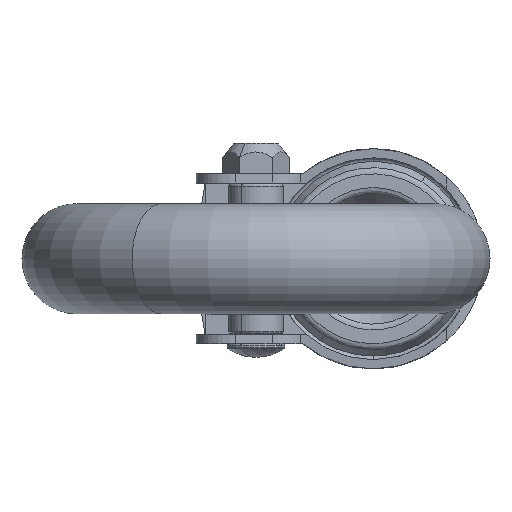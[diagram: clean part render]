
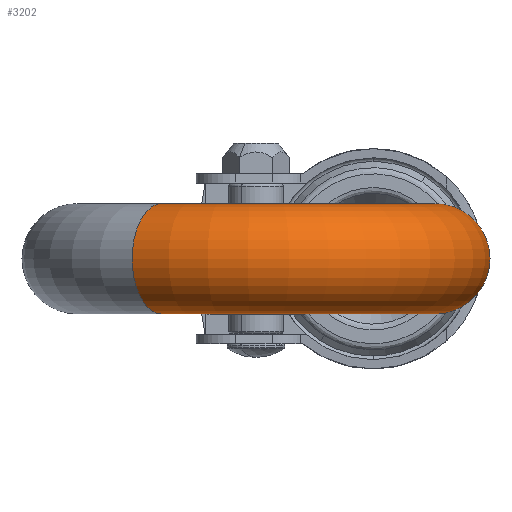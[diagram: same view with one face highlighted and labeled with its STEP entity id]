
A CAD part, front view. The second image highlights one B-rep face of the part: STEP entity #3202.
In plain terms, the highlighted toroidal (fillet/blend) face has major radius 39 mm and minor radius 12 mm.
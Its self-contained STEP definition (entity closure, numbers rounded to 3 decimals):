
#448 = FACE_OUTER_BOUND ( 'NONE', #10630, .T. ) ;
#745 = VERTEX_POINT ( 'NONE', #15722 ) ;
#1095 = AXIS2_PLACEMENT_3D ( 'NONE', #10339, #2832, #11568 ) ;
#1384 = EDGE_CURVE ( 'NONE', #7148, #745, #6366, .T. ) ;
#1498 = EDGE_CURVE ( 'NONE', #745, #14382, #1850, .T. ) ;
#1818 = CARTESIAN_POINT ( 'NONE',  ( -12., 0., 0. ) ) ;
#1850 = CIRCLE ( 'NONE', #7833, 39. ) ;
#2203 = ORIENTED_EDGE ( 'NONE', *, *, #12140, .T. ) ;
#2832 = DIRECTION ( 'NONE',  ( 0., -1., 0. ) ) ;
#3106 = DIRECTION ( 'NONE',  ( 0., 0., 1. ) ) ;
#3157 = ORIENTED_EDGE ( 'NONE', *, *, #1498, .F. ) ;
#3202 = ADVANCED_FACE ( 'NONE', ( #448 ), #13386, .T. ) ;
#4121 = CARTESIAN_POINT ( 'NONE',  ( 12., 0., -39. ) ) ;
#4131 = CARTESIAN_POINT ( 'NONE',  ( 0., 0., -39. ) ) ;
#5044 = AXIS2_PLACEMENT_3D ( 'NONE', #12649, #5135, #7655 ) ;
#5135 = DIRECTION ( 'NONE',  ( -1., 0., 0. ) ) ;
#5329 = AXIS2_PLACEMENT_3D ( 'NONE', #5635, #14425, #6896 ) ;
#5373 = DIRECTION ( 'NONE',  ( 0., 0., 1. ) ) ;
#5635 = CARTESIAN_POINT ( 'NONE',  ( 12., 0., 0. ) ) ;
#6366 = CIRCLE ( 'NONE', #1095, 12. ) ;
#6598 = ORIENTED_EDGE ( 'NONE', *, *, #11381, .T. ) ;
#6896 = DIRECTION ( 'NONE',  ( 0., 0., 1. ) ) ;
#7148 = VERTEX_POINT ( 'NONE', #7151 ) ;
#7151 = CARTESIAN_POINT ( 'NONE',  ( 12., 0., 39. ) ) ;
#7377 = ORIENTED_EDGE ( 'NONE', *, *, #1384, .F. ) ;
#7394 = CIRCLE ( 'NONE', #8579, 12. ) ;
#7655 = DIRECTION ( 'NONE',  ( 0., 0., 1. ) ) ;
#7833 = AXIS2_PLACEMENT_3D ( 'NONE', #1818, #10609, #3106 ) ;
#8579 = AXIS2_PLACEMENT_3D ( 'NONE', #4131, #12890, #5373 ) ;
#10339 = CARTESIAN_POINT ( 'NONE',  ( 0., 0., 39. ) ) ;
#10609 = DIRECTION ( 'NONE',  ( -1., 0., 0. ) ) ;
#10630 = EDGE_LOOP ( 'NONE', ( #6598, #2203, #3157, #7377 ) ) ;
#10930 = CIRCLE ( 'NONE', #5329, 39. ) ;
#11297 = VERTEX_POINT ( 'NONE', #4121 ) ;
#11381 = EDGE_CURVE ( 'NONE', #7148, #11297, #10930, .T. ) ;
#11568 = DIRECTION ( 'NONE',  ( 0., 0., -1. ) ) ;
#12140 = EDGE_CURVE ( 'NONE', #11297, #14382, #7394, .T. ) ;
#12649 = CARTESIAN_POINT ( 'NONE',  ( 0., 0., 0. ) ) ;
#12890 = DIRECTION ( 'NONE',  ( 0., 1., 0. ) ) ;
#13386 = TOROIDAL_SURFACE ( 'NONE', #5044, 39., 12. ) ;
#13618 = CARTESIAN_POINT ( 'NONE',  ( -12., 0., -39. ) ) ;
#14382 = VERTEX_POINT ( 'NONE', #13618 ) ;
#14425 = DIRECTION ( 'NONE',  ( -1., 0., 0. ) ) ;
#15722 = CARTESIAN_POINT ( 'NONE',  ( -12., 0., 39. ) ) ;
